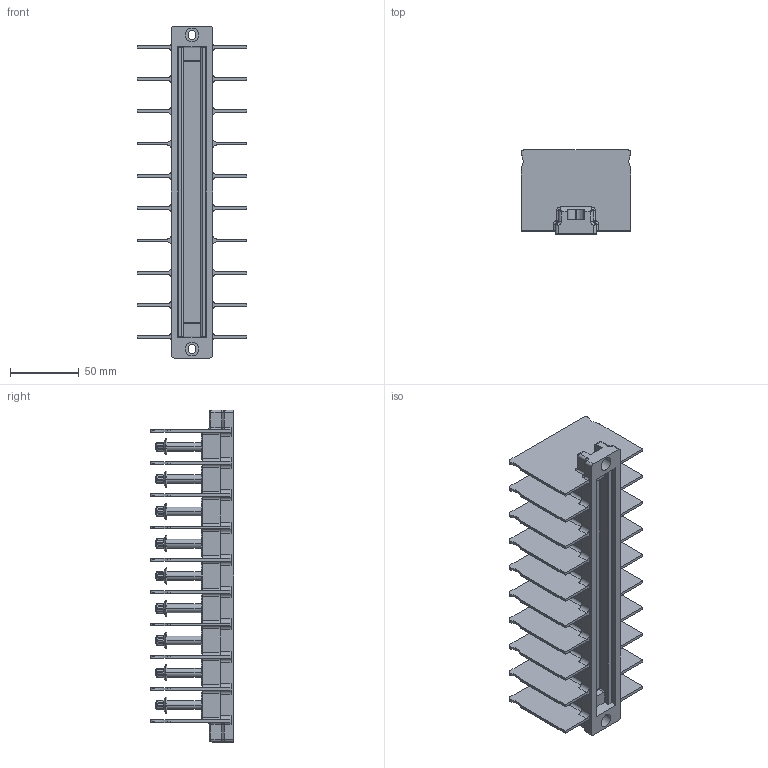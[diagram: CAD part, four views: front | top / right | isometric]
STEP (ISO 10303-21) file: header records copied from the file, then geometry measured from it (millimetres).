
FILE_DESCRIPTION((''),'2;1');
FILE_NAME('32426092001','2019-12-20T',('presta_be4'),(''),'CREO PARAMETRIC BY PTC INC, 2018360','CREO PARAMETRIC BY PTC INC, 2018360','');
FILE_SCHEMA(('CONFIG_CONTROL_DESIGN'));
Length unit declared in the file: millimetre
Products named in the file (1): 32426092001
Bounding box: 80 x 60.8 x 241.7 mm (x, y, z)
Volume: 198667.4 mm3; surface area: 125165.7 mm2
Topology: 1 solids, 1 shells, 903 faces, 2492 edges, 1628 vertices
Faces by surface type: plane 429, cylinder 330, cone 94, torus 30, bspline 20
Entity records: 32404 total; most frequent: CARTESIAN_POINT 9863, ORIENTED_EDGE 4976, DIRECTION 4428, EDGE_CURVE 2488, VERTEX_POINT 1628, AXIS2_PLACEMENT_3D 1623, VECTOR 1182, LINE 1182
